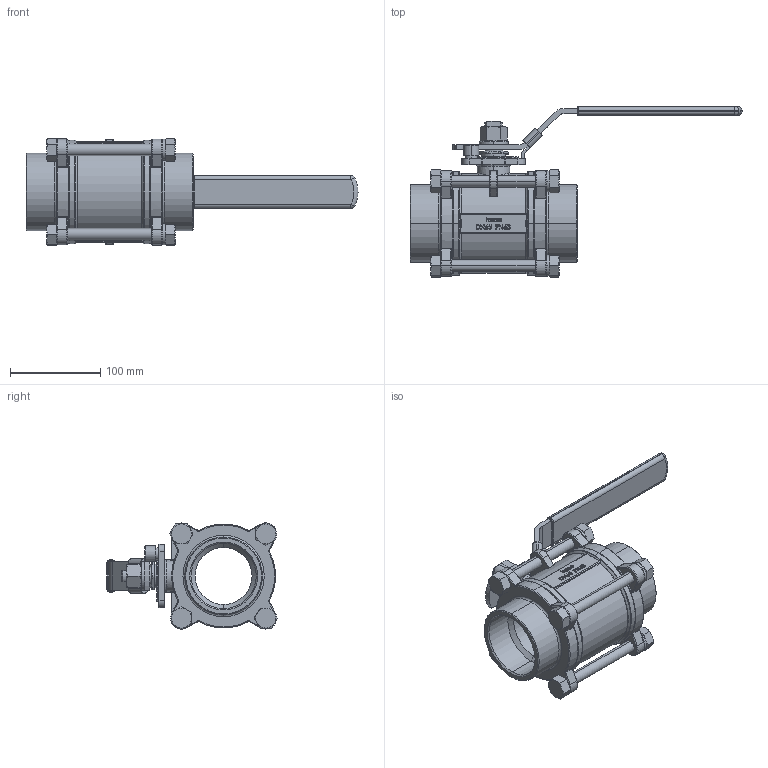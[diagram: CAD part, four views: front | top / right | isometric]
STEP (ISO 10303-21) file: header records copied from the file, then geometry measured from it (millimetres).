
FILE_DESCRIPTION (( 'STEP AP214' ), '1' );
FILE_NAME ('K3-212-0IG-4 Kugelhahn heco step214.STEP', '2011-02-17T16:25:47', ( 'Azubi CAD' ), ( 'heco GmbH' ), 'SwSTEP 2.0', 'SolidWorks 2005235', '' );
FILE_SCHEMA (( 'AUTOMOTIVE_DESIGN' ));
Length unit declared in the file: millimetre
Products named in the file (1): K3-212-0IG-4 Kugelhahn heco step214
Bounding box: 367.5 x 188.67 x 118.74 mm (x, y, z)
Volume: 1207315.6 mm3; surface area: 199422.4 mm2
Topology: 1 solids, 1 shells, 1158 faces, 2843 edges, 1738 vertices
Faces by surface type: plane 405, bspline 246, cylinder 239, cone 135, torus 117, sphere 16
Entity records: 87788 total; most frequent: CARTESIAN_POINT 49333, ORIENTED_EDGE 5654, DIRECTION 4787, EDGE_CURVE 2827, AXIS2_PLACEMENT_3D 1748, VERTEX_POINT 1738, VECTOR 1291, LINE 1291
